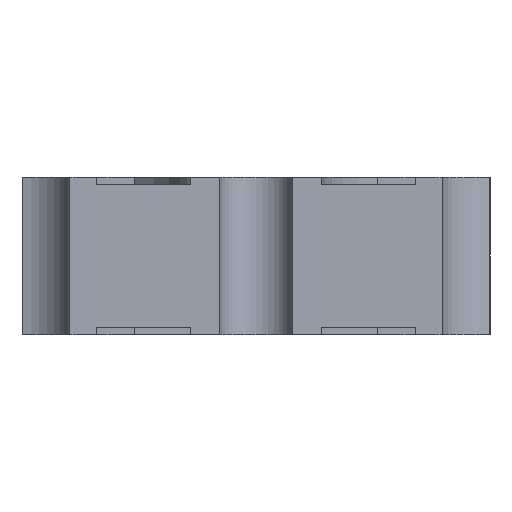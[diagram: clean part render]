
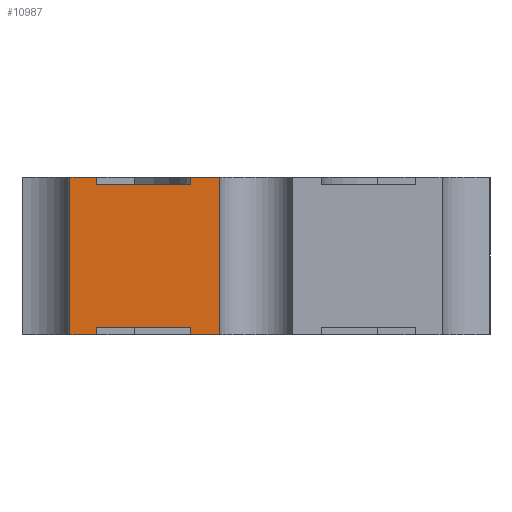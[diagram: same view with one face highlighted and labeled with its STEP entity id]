
A CAD part, left-side view. The second image highlights one B-rep face of the part: STEP entity #10987.
In plain terms, the highlighted planar face has unit normal (-1, 0, 0).
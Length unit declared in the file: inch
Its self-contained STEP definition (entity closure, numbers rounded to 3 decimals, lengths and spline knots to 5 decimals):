
#130 = VERTEX_POINT ( 'NONE', #1267 ) ;
#177 = ORIENTED_EDGE ( 'NONE', *, *, #8766, .T. ) ;
#232 = ORIENTED_EDGE ( 'NONE', *, *, #6024, .T. ) ;
#335 = EDGE_CURVE ( 'NONE', #5190, #3952, #11975, .T. ) ;
#466 = DIRECTION ( 'NONE',  ( 0., 0., -1. ) ) ;
#660 = VERTEX_POINT ( 'NONE', #1923 ) ;
#799 = DIRECTION ( 'NONE',  ( 0., 0., -1. ) ) ;
#1139 = VECTOR ( 'NONE', #5802, 39.37008 ) ;
#1267 = CARTESIAN_POINT ( 'NONE',  ( -0.1, 0.0175, 0.042 ) ) ;
#1396 = CARTESIAN_POINT ( 'NONE',  ( -0.1, 0.0425, 0. ) ) ;
#1572 = LINE ( 'NONE', #11943, #1139 ) ;
#1724 = CARTESIAN_POINT ( 'NONE',  ( -0.1, 0.0175, 0.002 ) ) ;
#1780 = EDGE_CURVE ( 'NONE', #11106, #9335, #8388, .T. ) ;
#1819 = DIRECTION ( 'NONE',  ( 0., -1., 0. ) ) ;
#1923 = CARTESIAN_POINT ( 'NONE',  ( -0.1, 0.00968, 0. ) ) ;
#2039 = LINE ( 'NONE', #13387, #11948 ) ;
#2042 = DIRECTION ( 'NONE',  ( 0., 0., -1. ) ) ;
#2149 = VECTOR ( 'NONE', #4385, 39.37008 ) ;
#2213 = VERTEX_POINT ( 'NONE', #2553 ) ;
#2379 = CARTESIAN_POINT ( 'NONE',  ( -0.1, 0.0425, 0.04 ) ) ;
#2396 = CARTESIAN_POINT ( 'NONE',  ( -0.1, 0.0497, 0.002 ) ) ;
#2511 = LINE ( 'NONE', #2379, #7639 ) ;
#2553 = CARTESIAN_POINT ( 'NONE',  ( -0.1, 0.0175, 0. ) ) ;
#2749 = EDGE_CURVE ( 'NONE', #7329, #9335, #4210, .T. ) ;
#2972 = AXIS2_PLACEMENT_3D ( 'NONE', #10826, #6803, #466 ) ;
#3285 = VECTOR ( 'NONE', #5731, 39.37008 ) ;
#3344 = EDGE_CURVE ( 'NONE', #3952, #7219, #2511, .T. ) ;
#3383 = CARTESIAN_POINT ( 'NONE',  ( -0.1, 0.00968, 0.042 ) ) ;
#3466 = DIRECTION ( 'NONE',  ( 0., 0., 1. ) ) ;
#3748 = LINE ( 'NONE', #12011, #3285 ) ;
#3952 = VERTEX_POINT ( 'NONE', #9481 ) ;
#4061 = ORIENTED_EDGE ( 'NONE', *, *, #13144, .T. ) ;
#4112 = EDGE_CURVE ( 'NONE', #11106, #8508, #7002, .T. ) ;
#4210 = LINE ( 'NONE', #8373, #12465 ) ;
#4337 = ORIENTED_EDGE ( 'NONE', *, *, #2749, .T. ) ;
#4385 = DIRECTION ( 'NONE',  ( 0., 0., 1. ) ) ;
#4531 = EDGE_LOOP ( 'NONE', ( #4847, #6178, #9384, #4061, #7242, #4337, #11849, #9862, #10432, #177, #6512, #232 ) ) ;
#4724 = DIRECTION ( 'NONE',  ( 0., 0., -1. ) ) ;
#4847 = ORIENTED_EDGE ( 'NONE', *, *, #9533, .F. ) ;
#5190 = VERTEX_POINT ( 'NONE', #5356 ) ;
#5203 = VECTOR ( 'NONE', #799, 39.37008 ) ;
#5356 = CARTESIAN_POINT ( 'NONE',  ( -0.1, 0.0175, 0.04 ) ) ;
#5500 = CARTESIAN_POINT ( 'NONE',  ( -0.1, 0.0497, 0.042 ) ) ;
#5536 = DIRECTION ( 'NONE',  ( 0., 0., -1. ) ) ;
#5695 = CARTESIAN_POINT ( 'NONE',  ( -0.1, 0., 0.04 ) ) ;
#5731 = DIRECTION ( 'NONE',  ( 0., 1., 0. ) ) ;
#5802 = DIRECTION ( 'NONE',  ( 0., 1., 0. ) ) ;
#5822 = CARTESIAN_POINT ( 'NONE',  ( -0.1, 0.00968, 0.002 ) ) ;
#6000 = EDGE_CURVE ( 'NONE', #12390, #7329, #11746, .T. ) ;
#6024 = EDGE_CURVE ( 'NONE', #12210, #130, #3748, .T. ) ;
#6178 = ORIENTED_EDGE ( 'NONE', *, *, #335, .T. ) ;
#6512 = ORIENTED_EDGE ( 'NONE', *, *, #8357, .F. ) ;
#6669 = PLANE ( 'NONE',  #2972 ) ;
#6773 = LINE ( 'NONE', #5822, #8865 ) ;
#6803 = DIRECTION ( 'NONE',  ( 1., 0., 0. ) ) ;
#6856 = CARTESIAN_POINT ( 'NONE',  ( -0.1, 0.0175, 0.002 ) ) ;
#7002 = LINE ( 'NONE', #7820, #12552 ) ;
#7144 = DIRECTION ( 'NONE',  ( 0., -1., 0. ) ) ;
#7219 = VERTEX_POINT ( 'NONE', #11848 ) ;
#7242 = ORIENTED_EDGE ( 'NONE', *, *, #6000, .T. ) ;
#7329 = VERTEX_POINT ( 'NONE', #13291 ) ;
#7639 = VECTOR ( 'NONE', #3466, 39.37008 ) ;
#7653 = VECTOR ( 'NONE', #5536, 39.37008 ) ;
#7788 = CARTESIAN_POINT ( 'NONE',  ( -0.1, 0.0175, 0.04 ) ) ;
#7820 = CARTESIAN_POINT ( 'NONE',  ( -0.1, 0.0175, 0.002 ) ) ;
#8037 = CARTESIAN_POINT ( 'NONE',  ( -0.1, 0.0425, 0.002 ) ) ;
#8357 = EDGE_CURVE ( 'NONE', #12210, #660, #6773, .T. ) ;
#8373 = CARTESIAN_POINT ( 'NONE',  ( -0.1, 0.00968, 0. ) ) ;
#8388 = LINE ( 'NONE', #12423, #11292 ) ;
#8508 = VERTEX_POINT ( 'NONE', #1724 ) ;
#8766 = EDGE_CURVE ( 'NONE', #2213, #660, #2039, .T. ) ;
#8865 = VECTOR ( 'NONE', #4724, 39.37008 ) ;
#8999 = DIRECTION ( 'NONE',  ( 0., -1., 0. ) ) ;
#9129 = EDGE_CURVE ( 'NONE', #8508, #2213, #11302, .T. ) ;
#9335 = VERTEX_POINT ( 'NONE', #1396 ) ;
#9384 = ORIENTED_EDGE ( 'NONE', *, *, #3344, .T. ) ;
#9481 = CARTESIAN_POINT ( 'NONE',  ( -0.1, 0.0425, 0.04 ) ) ;
#9533 = EDGE_CURVE ( 'NONE', #5190, #130, #10854, .T. ) ;
#9862 = ORIENTED_EDGE ( 'NONE', *, *, #4112, .T. ) ;
#10432 = ORIENTED_EDGE ( 'NONE', *, *, #9129, .T. ) ;
#10826 = CARTESIAN_POINT ( 'NONE',  ( -0.1, 0.00968, 0.002 ) ) ;
#10854 = LINE ( 'NONE', #7788, #2149 ) ;
#10987 = ADVANCED_FACE ( 'NONE', ( #13025 ), #6669, .F. ) ;
#11106 = VERTEX_POINT ( 'NONE', #8037 ) ;
#11292 = VECTOR ( 'NONE', #2042, 39.37008 ) ;
#11302 = LINE ( 'NONE', #6856, #5203 ) ;
#11746 = LINE ( 'NONE', #2396, #7653 ) ;
#11848 = CARTESIAN_POINT ( 'NONE',  ( -0.1, 0.0425, 0.042 ) ) ;
#11849 = ORIENTED_EDGE ( 'NONE', *, *, #1780, .F. ) ;
#11943 = CARTESIAN_POINT ( 'NONE',  ( -0.1, 0., 0.042 ) ) ;
#11948 = VECTOR ( 'NONE', #8999, 39.37008 ) ;
#11975 = LINE ( 'NONE', #5695, #12903 ) ;
#12011 = CARTESIAN_POINT ( 'NONE',  ( -0.1, 0., 0.042 ) ) ;
#12210 = VERTEX_POINT ( 'NONE', #3383 ) ;
#12390 = VERTEX_POINT ( 'NONE', #5500 ) ;
#12423 = CARTESIAN_POINT ( 'NONE',  ( -0.1, 0.0425, 0.002 ) ) ;
#12465 = VECTOR ( 'NONE', #7144, 39.37008 ) ;
#12552 = VECTOR ( 'NONE', #1819, 39.37008 ) ;
#12903 = VECTOR ( 'NONE', #13003, 39.37008 ) ;
#13003 = DIRECTION ( 'NONE',  ( 0., 1., 0. ) ) ;
#13025 = FACE_OUTER_BOUND ( 'NONE', #4531, .T. ) ;
#13144 = EDGE_CURVE ( 'NONE', #7219, #12390, #1572, .T. ) ;
#13291 = CARTESIAN_POINT ( 'NONE',  ( -0.1, 0.0497, 0. ) ) ;
#13387 = CARTESIAN_POINT ( 'NONE',  ( -0.1, 0.00968, 0. ) ) ;
